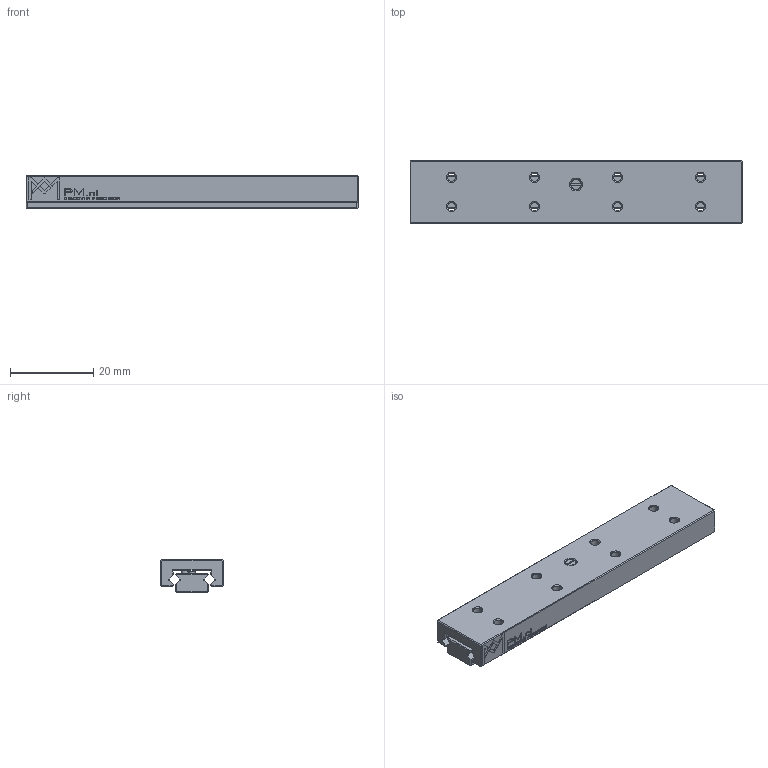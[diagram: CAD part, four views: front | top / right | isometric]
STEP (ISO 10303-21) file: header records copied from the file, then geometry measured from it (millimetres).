
FILE_DESCRIPTION(/* description */ (''),/* implementation_level */ '2;1');
FILE_NAME(/* name */ 'PMMR 2-80.stp',/* time_stamp */ '2024-10-18T12:10:29+02:00',/* author */ (''),/* organization */ (''),/* preprocessor_version */ 'ST-DEVELOPER v16.7',/* originating_system */ 'SIEMENS PLM Software NX 12.0',/* authorisation */ '');
FILE_SCHEMA (('AUTOMOTIVE_DESIGN { 1 0 10303 214 3 1 1 1 }'));
Length unit declared in the file: millimetre
Products named in the file (1): 047103_A_6-Slide PMMR 2-80 Assy_stp
Bounding box: 80 x 15 x 8 mm (x, y, z)
Volume: 7302.3 mm3; surface area: 6764.5 mm2
Topology: 4 solids, 4 shells, 758 faces, 2008 edges, 1324 vertices
Faces by surface type: plane 512, bspline 180, cone 40, cylinder 26
Full cylindrical faces by diameter (mm): 1.5 x4, 1.6 x2, 2 x2, 2.05 x12, 2.5 x2, 2.7 x2
Entity records: 27937 total; most frequent: CARTESIAN_POINT 6603, ORIENTED_EDGE 3876, DIRECTION 2818, EDGE_CURVE 1938, LINE 1464, VECTOR 1464, VERTEX_POINT 1302, EDGE_LOOP 900
